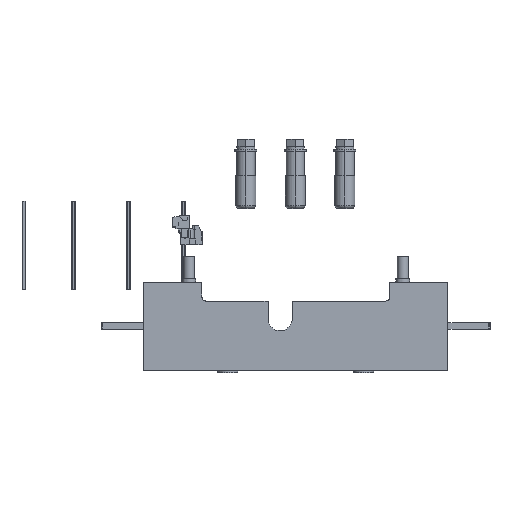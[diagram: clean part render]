
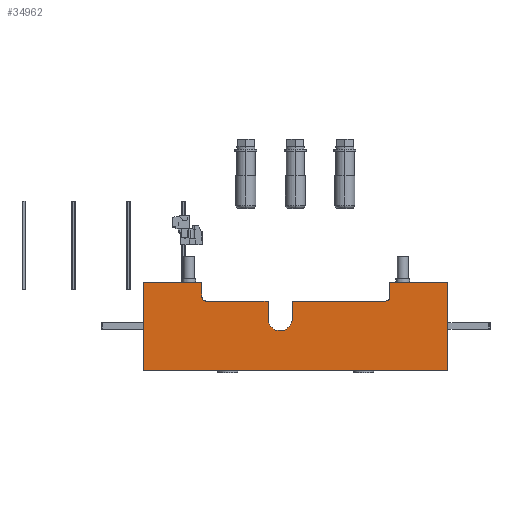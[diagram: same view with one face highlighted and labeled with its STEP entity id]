
A CAD part, top view. The second image highlights one B-rep face of the part: STEP entity #34962.
In plain terms, the highlighted planar face has unit normal (0, 0, 1).
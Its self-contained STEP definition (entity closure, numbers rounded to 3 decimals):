
#27 = CARTESIAN_POINT ( 'NONE',  ( 85.25, 0., 75. ) ) ;
#748 = DIRECTION ( 'NONE',  ( 0., 0., -1. ) ) ;
#2095 = LINE ( 'NONE', #8827, #17878 ) ;
#2343 = CARTESIAN_POINT ( 'NONE',  ( 138.25, 80., 75. ) ) ;
#3381 = VECTOR ( 'NONE', #18563, 1000. ) ;
#4287 = LINE ( 'NONE', #11482, #25859 ) ;
#5207 = CARTESIAN_POINT ( 'NONE',  ( -3.25, 0., 75. ) ) ;
#5327 = DIRECTION ( 'NONE',  ( 0., -1., 0. ) ) ;
#5702 = VERTEX_POINT ( 'NONE', #30835 ) ;
#5741 = LINE ( 'NONE', #19643, #30860 ) ;
#6498 = CARTESIAN_POINT ( 'NONE',  ( -81.75, 66.5, 75. ) ) ;
#6570 = VECTOR ( 'NONE', #23335, 1000. ) ;
#7000 = FACE_OUTER_BOUND ( 'NONE', #23061, .T. ) ;
#7510 = CARTESIAN_POINT ( 'NONE',  ( 0., 63., 75. ) ) ;
#7979 = ORIENTED_EDGE ( 'NONE', *, *, #12016, .T. ) ;
#8457 = VERTEX_POINT ( 'NONE', #9029 ) ;
#8790 = ORIENTED_EDGE ( 'NONE', *, *, #36903, .T. ) ;
#8827 = CARTESIAN_POINT ( 'NONE',  ( -25.25, 0., 75. ) ) ;
#9029 = CARTESIAN_POINT ( 'NONE',  ( -138.25, 0., 75. ) ) ;
#9148 = VERTEX_POINT ( 'NONE', #43239 ) ;
#9165 = AXIS2_PLACEMENT_3D ( 'NONE', #16349, #16575, #37486 ) ;
#9175 = CARTESIAN_POINT ( 'NONE',  ( -138.25, 80., 75. ) ) ;
#10217 = EDGE_CURVE ( 'NONE', #11942, #5702, #23986, .T. ) ;
#10266 = DIRECTION ( 'NONE',  ( 0., 0., 1. ) ) ;
#10403 = EDGE_CURVE ( 'NONE', #12687, #10793, #18810, .T. ) ;
#10747 = DIRECTION ( 'NONE',  ( 1., 0., 0. ) ) ;
#10793 = VERTEX_POINT ( 'NONE', #28774 ) ;
#10855 = VERTEX_POINT ( 'NONE', #39692 ) ;
#11246 = DIRECTION ( 'NONE',  ( 0., -1., 0. ) ) ;
#11482 = CARTESIAN_POINT ( 'NONE',  ( -138.25, 80., 75. ) ) ;
#11942 = VERTEX_POINT ( 'NONE', #45513 ) ;
#12016 = EDGE_CURVE ( 'NONE', #8457, #9148, #18316, .T. ) ;
#12626 = VERTEX_POINT ( 'NONE', #36832 ) ;
#12687 = VERTEX_POINT ( 'NONE', #37759 ) ;
#12927 = CARTESIAN_POINT ( 'NONE',  ( -85.25, 80., 75. ) ) ;
#13401 = LINE ( 'NONE', #27783, #22686 ) ;
#14187 = ORIENTED_EDGE ( 'NONE', *, *, #37024, .F. ) ;
#14850 = DIRECTION ( 'NONE',  ( 1., 0., 0. ) ) ;
#15399 = CARTESIAN_POINT ( 'NONE',  ( -3.25, 63., 75. ) ) ;
#16295 = ORIENTED_EDGE ( 'NONE', *, *, #39359, .T. ) ;
#16349 = CARTESIAN_POINT ( 'NONE',  ( 0., 0., 75. ) ) ;
#16396 = VECTOR ( 'NONE', #16489, 1000. ) ;
#16489 = DIRECTION ( 'NONE',  ( 0., 1., 0. ) ) ;
#16575 = DIRECTION ( 'NONE',  ( 0., 0., 1. ) ) ;
#16782 = EDGE_CURVE ( 'NONE', #9148, #17411, #34138, .T. ) ;
#17411 = VERTEX_POINT ( 'NONE', #28023 ) ;
#17878 = VECTOR ( 'NONE', #5327, 1000. ) ;
#18235 = ORIENTED_EDGE ( 'NONE', *, *, #10217, .F. ) ;
#18316 = LINE ( 'NONE', #32252, #21656 ) ;
#18563 = DIRECTION ( 'NONE',  ( 0., -1., 0. ) ) ;
#18810 = CIRCLE ( 'NONE', #44775, 3.5 ) ;
#19643 = CARTESIAN_POINT ( 'NONE',  ( 0., 63., 75. ) ) ;
#19901 = ORIENTED_EDGE ( 'NONE', *, *, #30083, .T. ) ;
#20101 = EDGE_CURVE ( 'NONE', #12626, #8457, #4287, .T. ) ;
#21446 = EDGE_CURVE ( 'NONE', #25720, #5702, #40724, .T. ) ;
#21471 = DIRECTION ( 'NONE',  ( 0., 0., -1. ) ) ;
#21656 = VECTOR ( 'NONE', #14850, 1000. ) ;
#21857 = CARTESIAN_POINT ( 'NONE',  ( 81.75, 66.5, 75. ) ) ;
#21858 = VERTEX_POINT ( 'NONE', #23204 ) ;
#21985 = EDGE_CURVE ( 'NONE', #21858, #10855, #23763, .T. ) ;
#22686 = VECTOR ( 'NONE', #45433, 1000. ) ;
#23061 = EDGE_LOOP ( 'NONE', ( #14187, #16295, #29897, #7979, #28205, #8790, #19901, #29255, #42472, #26534, #18235, #38922, #23357, #40937 ) ) ;
#23204 = CARTESIAN_POINT ( 'NONE',  ( -81.75, 63., 75. ) ) ;
#23335 = DIRECTION ( 'NONE',  ( -1., 0., 0. ) ) ;
#23357 = ORIENTED_EDGE ( 'NONE', *, *, #29691, .F. ) ;
#23663 = DIRECTION ( 'NONE',  ( 1., 0., 0. ) ) ;
#23763 = CIRCLE ( 'NONE', #28933, 3.5 ) ;
#23986 = CIRCLE ( 'NONE', #30694, 11. ) ;
#25319 = LINE ( 'NONE', #32755, #34558 ) ;
#25720 = VERTEX_POINT ( 'NONE', #15399 ) ;
#25808 = DIRECTION ( 'NONE',  ( 1., 0., 0. ) ) ;
#25859 = VECTOR ( 'NONE', #11246, 1000. ) ;
#25952 = VECTOR ( 'NONE', #33988, 1000. ) ;
#26312 = VECTOR ( 'NONE', #10747, 1000. ) ;
#26534 = ORIENTED_EDGE ( 'NONE', *, *, #21446, .T. ) ;
#27783 = CARTESIAN_POINT ( 'NONE',  ( -85.25, 0., 75. ) ) ;
#28023 = CARTESIAN_POINT ( 'NONE',  ( 138.25, 80., 75. ) ) ;
#28205 = ORIENTED_EDGE ( 'NONE', *, *, #16782, .T. ) ;
#28774 = CARTESIAN_POINT ( 'NONE',  ( 81.75, 63., 75. ) ) ;
#28809 = DIRECTION ( 'NONE',  ( -1., 0., 0. ) ) ;
#28933 = AXIS2_PLACEMENT_3D ( 'NONE', #6498, #21471, #23663 ) ;
#29255 = ORIENTED_EDGE ( 'NONE', *, *, #10403, .T. ) ;
#29691 = EDGE_CURVE ( 'NONE', #21858, #38463, #35584, .T. ) ;
#29897 = ORIENTED_EDGE ( 'NONE', *, *, #20101, .T. ) ;
#30083 = EDGE_CURVE ( 'NONE', #44337, #12687, #42958, .T. ) ;
#30694 = AXIS2_PLACEMENT_3D ( 'NONE', #45552, #10266, #38804 ) ;
#30717 = EDGE_CURVE ( 'NONE', #25720, #10793, #5741, .T. ) ;
#30835 = CARTESIAN_POINT ( 'NONE',  ( -3.25, 47., 75. ) ) ;
#30860 = VECTOR ( 'NONE', #31419, 1000. ) ;
#31419 = DIRECTION ( 'NONE',  ( 1., 0., 0. ) ) ;
#32252 = CARTESIAN_POINT ( 'NONE',  ( -138.25, 0., 75. ) ) ;
#32755 = CARTESIAN_POINT ( 'NONE',  ( -138.25, 80., 75. ) ) ;
#33765 = PLANE ( 'NONE',  #9165 ) ;
#33788 = LINE ( 'NONE', #9175, #6570 ) ;
#33988 = DIRECTION ( 'NONE',  ( 0., -1., 0. ) ) ;
#34138 = LINE ( 'NONE', #2343, #16396 ) ;
#34539 = VERTEX_POINT ( 'NONE', #12927 ) ;
#34558 = VECTOR ( 'NONE', #28809, 1000. ) ;
#34962 = ADVANCED_FACE ( 'NONE', ( #7000 ), #33765, .T. ) ;
#35584 = LINE ( 'NONE', #7510, #26312 ) ;
#36832 = CARTESIAN_POINT ( 'NONE',  ( -138.25, 80., 75. ) ) ;
#36903 = EDGE_CURVE ( 'NONE', #17411, #44337, #25319, .T. ) ;
#37024 = EDGE_CURVE ( 'NONE', #34539, #10855, #13401, .T. ) ;
#37486 = DIRECTION ( 'NONE',  ( 1., 0., 0. ) ) ;
#37759 = CARTESIAN_POINT ( 'NONE',  ( 85.25, 66.5, 75. ) ) ;
#37779 = CARTESIAN_POINT ( 'NONE',  ( 85.25, 80., 75. ) ) ;
#38463 = VERTEX_POINT ( 'NONE', #43678 ) ;
#38804 = DIRECTION ( 'NONE',  ( 1., 0., 0. ) ) ;
#38922 = ORIENTED_EDGE ( 'NONE', *, *, #41532, .F. ) ;
#39359 = EDGE_CURVE ( 'NONE', #34539, #12626, #33788, .T. ) ;
#39692 = CARTESIAN_POINT ( 'NONE',  ( -85.25, 66.5, 75. ) ) ;
#40724 = LINE ( 'NONE', #5207, #25952 ) ;
#40937 = ORIENTED_EDGE ( 'NONE', *, *, #21985, .T. ) ;
#41532 = EDGE_CURVE ( 'NONE', #38463, #11942, #2095, .T. ) ;
#42472 = ORIENTED_EDGE ( 'NONE', *, *, #30717, .F. ) ;
#42958 = LINE ( 'NONE', #27, #3381 ) ;
#43239 = CARTESIAN_POINT ( 'NONE',  ( 138.25, 0., 75. ) ) ;
#43678 = CARTESIAN_POINT ( 'NONE',  ( -25.25, 63., 75. ) ) ;
#44337 = VERTEX_POINT ( 'NONE', #37779 ) ;
#44775 = AXIS2_PLACEMENT_3D ( 'NONE', #21857, #748, #25808 ) ;
#45433 = DIRECTION ( 'NONE',  ( 0., -1., 0. ) ) ;
#45513 = CARTESIAN_POINT ( 'NONE',  ( -25.25, 47., 75. ) ) ;
#45552 = CARTESIAN_POINT ( 'NONE',  ( -14.25, 47., 75. ) ) ;
